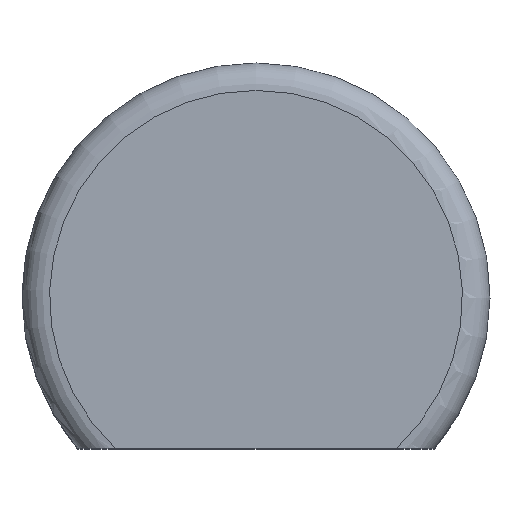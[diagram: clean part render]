
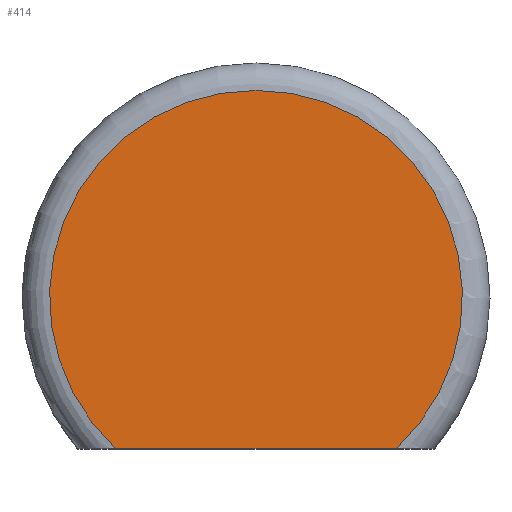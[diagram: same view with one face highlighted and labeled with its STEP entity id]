
A CAD part, top view. The second image highlights one B-rep face of the part: STEP entity #414.
In plain terms, the highlighted planar face has unit normal (0, 0, 1).
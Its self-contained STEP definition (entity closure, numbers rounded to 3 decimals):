
#13=DIRECTION('',(0.,0.,1.));
#14=DIRECTION('',(1.,0.,0.));
#65=VECTOR('',#66,1.);
#66=DIRECTION('',(-1.,0.,0.));
#225=DIRECTION('',(0.,0.,-1.));
#239=VERTEX_POINT('',#240);
#240=CARTESIAN_POINT('',(-1.53,-1.65,8.));
#252=ORIENTED_EDGE('',*,*,#253,.F.);
#253=EDGE_CURVE('',#254,#239,#256,.T.);
#254=VERTEX_POINT('',#255);
#255=CARTESIAN_POINT('',(1.53,-1.65,8.));
#256=LINE('',#257,#65);
#257=CARTESIAN_POINT('',(-5.,-1.65,8.));
#407=EDGE_CURVE('',#239,#254,#408,.T.);
#408=CIRCLE('',#409,2.25);
#409=AXIS2_PLACEMENT_3D('',#410,#225,#411);
#410=CARTESIAN_POINT('',(0.,0.,8.));
#411=DIRECTION('',(-0.68,-0.733,0.));
#414=ADVANCED_FACE('',(#415),#418,.T.);
#415=FACE_BOUND('',#416,.T.);
#416=EDGE_LOOP('',(#252,#417));
#417=ORIENTED_EDGE('',*,*,#407,.F.);
#418=PLANE('',#419);
#419=AXIS2_PLACEMENT_3D('',#410,#13,#14);
